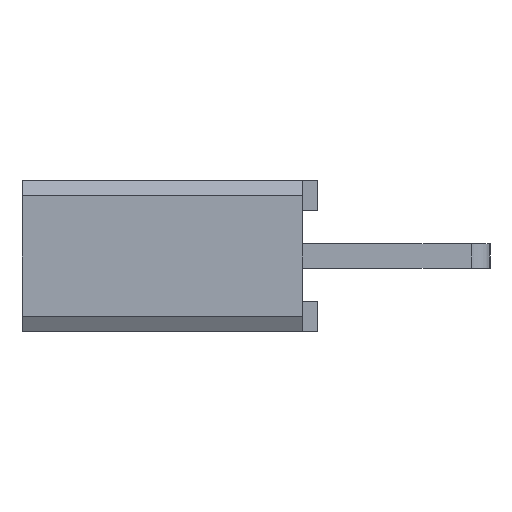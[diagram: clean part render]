
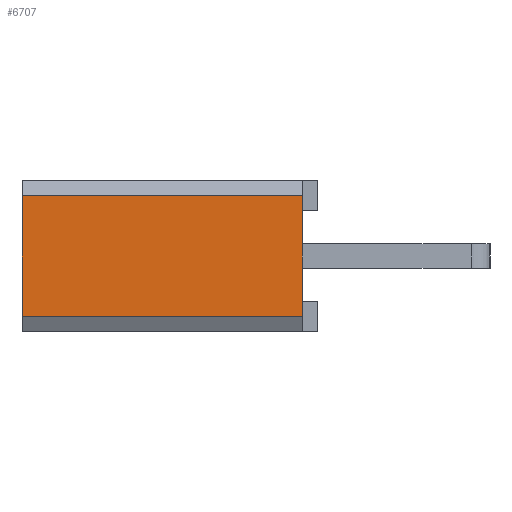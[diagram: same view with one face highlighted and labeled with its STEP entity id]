
A CAD part, left-side view. The second image highlights one B-rep face of the part: STEP entity #6707.
In plain terms, the highlighted planar face has unit normal (-1, 0, 0).
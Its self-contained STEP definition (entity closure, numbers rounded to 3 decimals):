
#81 = FACE_OUTER_BOUND ( 'NONE', #6496, .T. ) ;
#699 = LINE ( 'NONE', #9340, #700 ) ;
#700 = VECTOR ( 'NONE', #9341, 1000. ) ;
#833 = LINE ( 'NONE', #11694, #834 ) ;
#834 = VECTOR ( 'NONE', #11695, 1000. ) ;
#839 = LINE ( 'NONE', #11700, #840 ) ;
#840 = VECTOR ( 'NONE', #11701, 1000. ) ;
#2305 = LINE ( 'NONE', #5459, #2318 ) ;
#2318 = VECTOR ( 'NONE', #5462, 1000. ) ;
#2873 = CARTESIAN_POINT ( 'NONE',  ( -20.32, 0.254, -1.016 ) ) ;
#3453 = VERTEX_POINT ( 'NONE', #3599 ) ;
#3599 = CARTESIAN_POINT ( 'NONE',  ( -20.32, 5., 1.016 ) ) ;
#3609 = VERTEX_POINT ( 'NONE', #3741 ) ;
#3741 = CARTESIAN_POINT ( 'NONE',  ( -20.32, 5., -1.016 ) ) ;
#3888 = CARTESIAN_POINT ( 'NONE',  ( -20.32, 0.254, 1.016 ) ) ;
#4461 = VERTEX_POINT ( 'NONE', #3888 ) ;
#4553 = VERTEX_POINT ( 'NONE', #2873 ) ;
#5459 = CARTESIAN_POINT ( 'NONE',  ( -20.32, 0.254, -0.762 ) ) ;
#5462 = DIRECTION ( 'NONE',  ( 0., 0., -1. ) ) ;
#6496 = EDGE_LOOP ( 'NONE', ( #8627, #8628, #8629, #8630 ) ) ;
#6707 = ADVANCED_FACE ( 'NONE', ( #81 ), #6880, .F. ) ;
#6872 = CARTESIAN_POINT ( 'NONE',  ( -20.32, 5., -1.27 ) ) ;
#6880 = PLANE ( 'NONE',  #10825 ) ;
#6892 = DIRECTION ( 'NONE',  ( 1., 0., 0. ) ) ;
#6893 = DIRECTION ( 'NONE',  ( 0., 0., -1. ) ) ;
#8627 = ORIENTED_EDGE ( 'NONE', *, *, #10817, .F. ) ;
#8628 = ORIENTED_EDGE ( 'NONE', *, *, #10417, .F. ) ;
#8629 = ORIENTED_EDGE ( 'NONE', *, *, #10814, .T. ) ;
#8630 = ORIENTED_EDGE ( 'NONE', *, *, #10747, .F. ) ;
#9340 = CARTESIAN_POINT ( 'NONE',  ( -20.32, 5., -1.27 ) ) ;
#9341 = DIRECTION ( 'NONE',  ( 0., 0., 1. ) ) ;
#10417 = EDGE_CURVE ( 'NONE', #4461, #4553, #2305, .T. ) ;
#10747 = EDGE_CURVE ( 'NONE', #3609, #3453, #699, .T. ) ;
#10814 = EDGE_CURVE ( 'NONE', #4461, #3453, #833, .T. ) ;
#10817 = EDGE_CURVE ( 'NONE', #4553, #3609, #839, .T. ) ;
#10825 = AXIS2_PLACEMENT_3D ( 'NONE', #6872, #6892, #6893 ) ;
#11694 = CARTESIAN_POINT ( 'NONE',  ( -20.32, 0., 1.016 ) ) ;
#11695 = DIRECTION ( 'NONE',  ( 0., 1., 0. ) ) ;
#11700 = CARTESIAN_POINT ( 'NONE',  ( -20.32, 0., -1.016 ) ) ;
#11701 = DIRECTION ( 'NONE',  ( 0., 1., 0. ) ) ;
